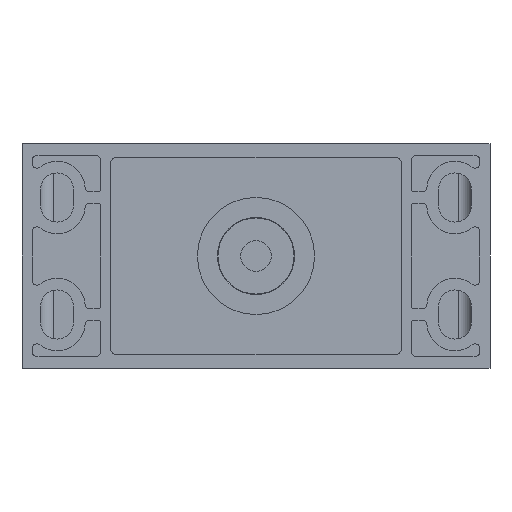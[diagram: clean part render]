
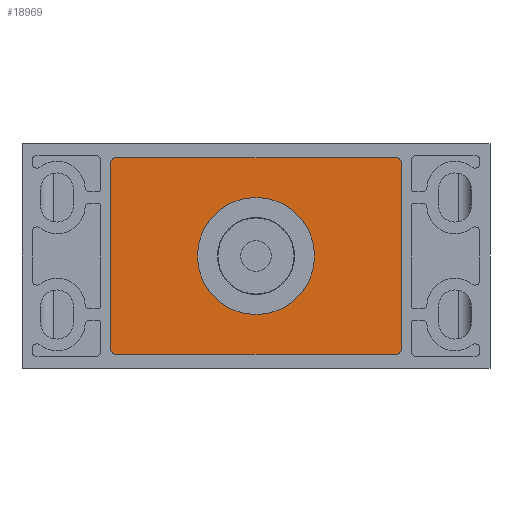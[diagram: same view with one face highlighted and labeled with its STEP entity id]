
A CAD part, front view. The second image highlights one B-rep face of the part: STEP entity #18969.
In plain terms, the highlighted planar face has unit normal (0, -1, 0).
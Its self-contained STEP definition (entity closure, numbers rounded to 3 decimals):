
#6879=DIRECTION('',(0.,0.,1.));
#6880=VECTOR('',#6879,40.);
#6881=CARTESIAN_POINT('',(31.,1.,4.));
#6882=LINE('',#6881,#6880);
#6891=DIRECTION('',(1.,0.,0.));
#6892=VECTOR('',#6891,60.);
#6893=CARTESIAN_POINT('',(-30.,1.,3.));
#6894=LINE('',#6893,#6892);
#6903=DIRECTION('',(0.,0.,-1.));
#6904=VECTOR('',#6903,40.);
#6905=CARTESIAN_POINT('',(-31.,1.,44.));
#6906=LINE('',#6905,#6904);
#6915=DIRECTION('',(-1.,0.,0.));
#6916=VECTOR('',#6915,60.);
#6917=CARTESIAN_POINT('',(30.,1.,45.));
#6918=LINE('',#6917,#6916);
#6919=CARTESIAN_POINT('',(30.,1.,44.));
#6920=DIRECTION('',(0.,1.,0.));
#6921=DIRECTION('',(0.,0.,1.));
#6922=AXIS2_PLACEMENT_3D('',#6919,#6920,#6921);
#6924=CARTESIAN_POINT('',(30.,1.,4.));
#6925=DIRECTION('',(0.,1.,0.));
#6926=DIRECTION('',(1.,0.,0.));
#6927=AXIS2_PLACEMENT_3D('',#6924,#6925,#6926);
#6929=CARTESIAN_POINT('',(-30.,1.,4.));
#6930=DIRECTION('',(0.,1.,0.));
#6931=DIRECTION('',(0.,0.,-1.));
#6932=AXIS2_PLACEMENT_3D('',#6929,#6930,#6931);
#6934=CARTESIAN_POINT('',(-30.,1.,44.));
#6935=DIRECTION('',(0.,1.,0.));
#6936=DIRECTION('',(-1.,0.,0.));
#6937=AXIS2_PLACEMENT_3D('',#6934,#6935,#6936);
#6939=CARTESIAN_POINT('',(0.,1.,24.));
#6940=DIRECTION('',(0.,-1.,0.));
#6941=DIRECTION('',(-1.,0.,0.));
#6942=AXIS2_PLACEMENT_3D('',#6939,#6940,#6941);
#6944=CARTESIAN_POINT('',(0.,1.,24.));
#6945=DIRECTION('',(0.,-1.,0.));
#6946=DIRECTION('',(1.,0.,0.));
#6947=AXIS2_PLACEMENT_3D('',#6944,#6945,#6946);
#8859=CARTESIAN_POINT('',(31.,1.,44.));
#8860=VERTEX_POINT('',#8859);
#8861=CARTESIAN_POINT('',(30.,1.,45.));
#8862=VERTEX_POINT('',#8861);
#8863=CARTESIAN_POINT('',(31.,1.,4.));
#8864=VERTEX_POINT('',#8863);
#8865=CARTESIAN_POINT('',(30.,1.,3.));
#8866=VERTEX_POINT('',#8865);
#8867=CARTESIAN_POINT('',(-30.,1.,3.));
#8868=VERTEX_POINT('',#8867);
#8869=CARTESIAN_POINT('',(-31.,1.,4.));
#8870=VERTEX_POINT('',#8869);
#8871=CARTESIAN_POINT('',(-31.,1.,44.));
#8872=VERTEX_POINT('',#8871);
#8873=CARTESIAN_POINT('',(-30.,1.,45.));
#8874=VERTEX_POINT('',#8873);
#8875=CARTESIAN_POINT('',(-12.5,1.,24.));
#8876=CARTESIAN_POINT('',(12.5,1.,24.));
#8877=VERTEX_POINT('',#8875);
#8878=VERTEX_POINT('',#8876);
#18948=CARTESIAN_POINT('',(0.,1.,0.));
#18949=DIRECTION('',(0.,-1.,0.));
#18950=DIRECTION('',(1.,0.,0.));
#18951=AXIS2_PLACEMENT_3D('',#18948,#18949,#18950);
#18952=PLANE('',#18951);
#18953=ORIENTED_EDGE('',*,*,#18844,.T.);
#18954=ORIENTED_EDGE('',*,*,#18859,.F.);
#18955=ORIENTED_EDGE('',*,*,#18873,.T.);
#18956=ORIENTED_EDGE('',*,*,#18887,.F.);
#18957=ORIENTED_EDGE('',*,*,#18901,.T.);
#18958=ORIENTED_EDGE('',*,*,#18915,.F.);
#18959=ORIENTED_EDGE('',*,*,#18929,.T.);
#18960=ORIENTED_EDGE('',*,*,#18942,.F.);
#18961=EDGE_LOOP('',(#18953,#18954,#18955,#18956,#18957,#18958,#18959,#18960));
#18962=FACE_OUTER_BOUND('',#18961,.F.);
#18964=ORIENTED_EDGE('',*,*,#18963,.T.);
#18966=ORIENTED_EDGE('',*,*,#18965,.T.);
#18967=EDGE_LOOP('',(#18964,#18966));
#18968=FACE_BOUND('',#18967,.F.);
#18969=ADVANCED_FACE('',(#18962,#18968),#18952,.T.);
#6923=CIRCLE('',#6922,1.);
#6928=CIRCLE('',#6927,1.);
#6933=CIRCLE('',#6932,1.);
#6938=CIRCLE('',#6937,1.);
#6943=CIRCLE('',#6942,12.5);
#6948=CIRCLE('',#6947,12.5);
#18844=EDGE_CURVE('',#8862,#8860,#6923,.T.);
#18859=EDGE_CURVE('',#8864,#8860,#6882,.T.);
#18873=EDGE_CURVE('',#8864,#8866,#6928,.T.);
#18887=EDGE_CURVE('',#8868,#8866,#6894,.T.);
#18901=EDGE_CURVE('',#8868,#8870,#6933,.T.);
#18915=EDGE_CURVE('',#8872,#8870,#6906,.T.);
#18929=EDGE_CURVE('',#8872,#8874,#6938,.T.);
#18942=EDGE_CURVE('',#8862,#8874,#6918,.T.);
#18963=EDGE_CURVE('',#8877,#8878,#6943,.T.);
#18965=EDGE_CURVE('',#8878,#8877,#6948,.T.);
